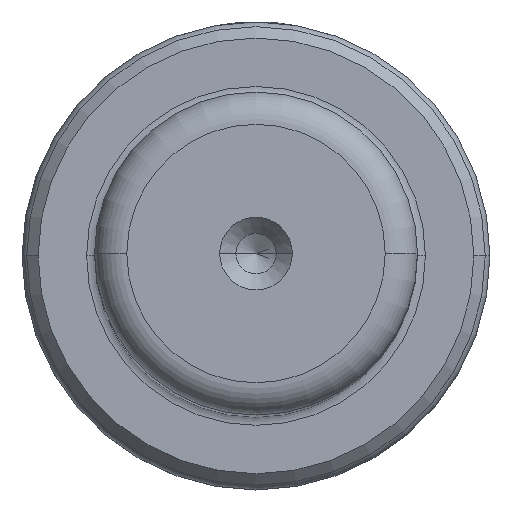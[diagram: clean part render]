
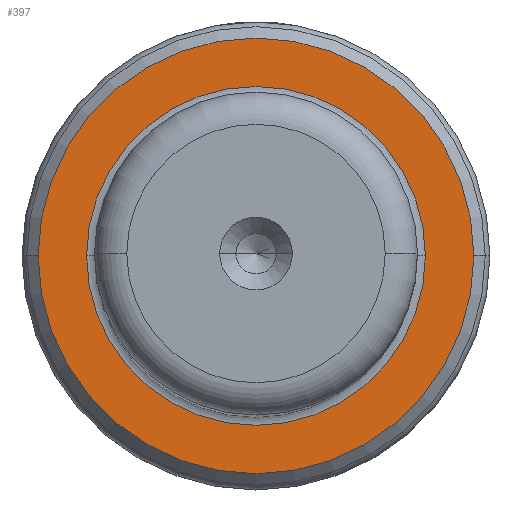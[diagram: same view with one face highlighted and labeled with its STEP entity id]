
A CAD part, top view. The second image highlights one B-rep face of the part: STEP entity #397.
In plain terms, the highlighted planar face has unit normal (0, 0, 1).
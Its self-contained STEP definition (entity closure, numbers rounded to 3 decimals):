
#11 = DIRECTION ( 'NONE',  ( -1., 0., 0. ) ) ;
#20 = CARTESIAN_POINT ( 'NONE',  ( 0., 0., 20. ) ) ;
#43 = DIRECTION ( 'NONE',  ( 0., 0., 1. ) ) ;
#46 = EDGE_CURVE ( 'NONE', #1198, #244, #2168, .T. ) ;
#77 = EDGE_LOOP ( 'NONE', ( #2716, #2186 ) ) ;
#79 = DIRECTION ( 'NONE',  ( 1., 0., 0. ) ) ;
#244 = VERTEX_POINT ( 'NONE', #3117 ) ;
#266 = CIRCLE ( 'NONE', #2289, 13.5 ) ;
#397 = ADVANCED_FACE ( 'NONE', ( #2454, #2960 ), #2474, .T. ) ;
#509 = VERTEX_POINT ( 'NONE', #3068 ) ;
#606 = CARTESIAN_POINT ( 'NONE',  ( 0., 0., 20. ) ) ;
#689 = EDGE_LOOP ( 'NONE', ( #1407, #2415 ) ) ;
#742 = DIRECTION ( 'NONE',  ( 1., 0., 0. ) ) ;
#961 = EDGE_CURVE ( 'NONE', #509, #2618, #266, .T. ) ;
#1098 = CARTESIAN_POINT ( 'NONE',  ( 13.5, 0., 20. ) ) ;
#1126 = DIRECTION ( 'NONE',  ( 1., 0., 0. ) ) ;
#1198 = VERTEX_POINT ( 'NONE', #2446 ) ;
#1233 = AXIS2_PLACEMENT_3D ( 'NONE', #1994, #2505, #2056 ) ;
#1290 = AXIS2_PLACEMENT_3D ( 'NONE', #20, #2251, #742 ) ;
#1407 = ORIENTED_EDGE ( 'NONE', *, *, #2830, .T. ) ;
#1415 = AXIS2_PLACEMENT_3D ( 'NONE', #1747, #1999, #11 ) ;
#1633 = EDGE_CURVE ( 'NONE', #2618, #509, #2178, .T. ) ;
#1747 = CARTESIAN_POINT ( 'NONE',  ( 0., 0., 20. ) ) ;
#1811 = CARTESIAN_POINT ( 'NONE',  ( 0., 0., 20. ) ) ;
#1994 = CARTESIAN_POINT ( 'NONE',  ( 0., 0., 20. ) ) ;
#1999 = DIRECTION ( 'NONE',  ( 0., 0., -1. ) ) ;
#2056 = DIRECTION ( 'NONE',  ( -1., 0., 0. ) ) ;
#2142 = DIRECTION ( 'NONE',  ( 0., 0., 1. ) ) ;
#2168 = CIRCLE ( 'NONE', #1415, 10.5 ) ;
#2178 = CIRCLE ( 'NONE', #3074, 13.5 ) ;
#2186 = ORIENTED_EDGE ( 'NONE', *, *, #1633, .T. ) ;
#2251 = DIRECTION ( 'NONE',  ( 0., 0., 1. ) ) ;
#2289 = AXIS2_PLACEMENT_3D ( 'NONE', #606, #2142, #1126 ) ;
#2402 = CIRCLE ( 'NONE', #1233, 10.5 ) ;
#2415 = ORIENTED_EDGE ( 'NONE', *, *, #46, .T. ) ;
#2446 = CARTESIAN_POINT ( 'NONE',  ( 10.5, 0., 20. ) ) ;
#2454 = FACE_OUTER_BOUND ( 'NONE', #77, .T. ) ;
#2474 = PLANE ( 'NONE',  #1290 ) ;
#2505 = DIRECTION ( 'NONE',  ( 0., 0., -1. ) ) ;
#2618 = VERTEX_POINT ( 'NONE', #1098 ) ;
#2716 = ORIENTED_EDGE ( 'NONE', *, *, #961, .T. ) ;
#2830 = EDGE_CURVE ( 'NONE', #244, #1198, #2402, .T. ) ;
#2960 = FACE_BOUND ( 'NONE', #689, .T. ) ;
#3068 = CARTESIAN_POINT ( 'NONE',  ( -13.5, 0., 20. ) ) ;
#3074 = AXIS2_PLACEMENT_3D ( 'NONE', #1811, #43, #79 ) ;
#3117 = CARTESIAN_POINT ( 'NONE',  ( -10.5, 0., 20. ) ) ;
